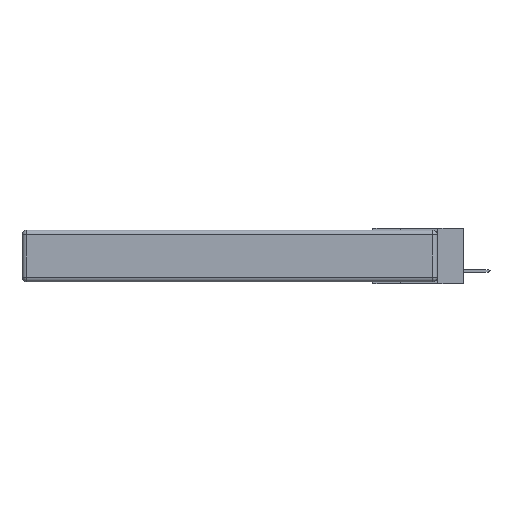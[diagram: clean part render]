
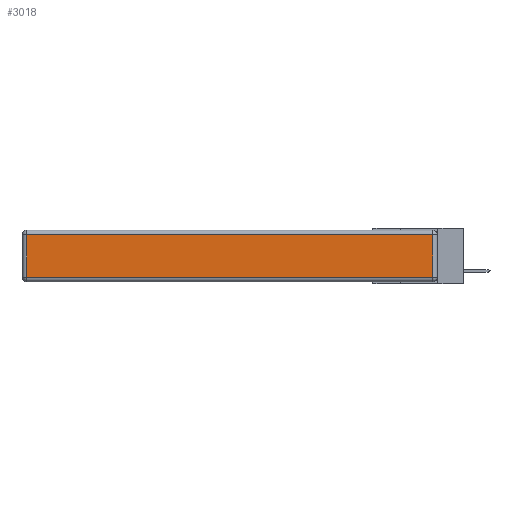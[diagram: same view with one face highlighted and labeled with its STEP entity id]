
A CAD part, left-side view. The second image highlights one B-rep face of the part: STEP entity #3018.
In plain terms, the highlighted planar face has unit normal (-1, 0, 0).
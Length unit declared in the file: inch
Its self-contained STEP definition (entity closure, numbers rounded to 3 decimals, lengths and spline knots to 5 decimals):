
#334 = DIRECTION ( 'NONE',  ( 0., 1., 0. ) ) ;
#396 = CARTESIAN_POINT ( 'NONE',  ( 0., 0., -0.343 ) ) ;
#418 = FACE_OUTER_BOUND ( 'NONE', #6877, .T. ) ;
#463 = VECTOR ( 'NONE', #7040, 39.37008 ) ;
#628 = LINE ( 'NONE', #2676, #463 ) ;
#1383 = EDGE_CURVE ( 'NONE', #9218, #9666, #12766, .T. ) ;
#1801 = VECTOR ( 'NONE', #334, 39.37008 ) ;
#2676 = CARTESIAN_POINT ( 'NONE',  ( 0., 2.72, -0.343 ) ) ;
#2736 = CARTESIAN_POINT ( 'NONE',  ( 0., 2.72, -0.313 ) ) ;
#3018 = ADVANCED_FACE ( 'NONE', ( #418 ), #3556, .T. ) ;
#3225 = AXIS2_PLACEMENT_3D ( 'NONE', #396, #3513, #13322 ) ;
#3513 = DIRECTION ( 'NONE',  ( -1., 0., 0. ) ) ;
#3556 = PLANE ( 'NONE',  #3225 ) ;
#4030 = EDGE_CURVE ( 'NONE', #9521, #5530, #4440, .T. ) ;
#4136 = EDGE_CURVE ( 'NONE', #5530, #9218, #6635, .T. ) ;
#4308 = CARTESIAN_POINT ( 'NONE',  ( 0., 0., -0.313 ) ) ;
#4440 = LINE ( 'NONE', #4308, #6295 ) ;
#5530 = VERTEX_POINT ( 'NONE', #13207 ) ;
#6295 = VECTOR ( 'NONE', #10741, 39.37008 ) ;
#6355 = CARTESIAN_POINT ( 'NONE',  ( 0., 2.72, -0.03 ) ) ;
#6635 = LINE ( 'NONE', #7262, #11353 ) ;
#6877 = EDGE_LOOP ( 'NONE', ( #12348, #12205, #8159, #13659 ) ) ;
#6983 = CARTESIAN_POINT ( 'NONE',  ( 0., 0.03, -0.03 ) ) ;
#7040 = DIRECTION ( 'NONE',  ( 0., 0., -1. ) ) ;
#7262 = CARTESIAN_POINT ( 'NONE',  ( 0., 0.03, -0.343 ) ) ;
#8097 = EDGE_CURVE ( 'NONE', #9666, #9521, #628, .T. ) ;
#8159 = ORIENTED_EDGE ( 'NONE', *, *, #1383, .T. ) ;
#9218 = VERTEX_POINT ( 'NONE', #6983 ) ;
#9521 = VERTEX_POINT ( 'NONE', #2736 ) ;
#9666 = VERTEX_POINT ( 'NONE', #6355 ) ;
#9981 = CARTESIAN_POINT ( 'NONE',  ( 0., 2.75, -0.03 ) ) ;
#10741 = DIRECTION ( 'NONE',  ( 0., -1., 0. ) ) ;
#11353 = VECTOR ( 'NONE', #13599, 39.37008 ) ;
#12205 = ORIENTED_EDGE ( 'NONE', *, *, #4136, .T. ) ;
#12348 = ORIENTED_EDGE ( 'NONE', *, *, #4030, .T. ) ;
#12766 = LINE ( 'NONE', #9981, #1801 ) ;
#13207 = CARTESIAN_POINT ( 'NONE',  ( 0., 0.03, -0.313 ) ) ;
#13322 = DIRECTION ( 'NONE',  ( 0., 0., 1. ) ) ;
#13599 = DIRECTION ( 'NONE',  ( 0., 0., 1. ) ) ;
#13659 = ORIENTED_EDGE ( 'NONE', *, *, #8097, .T. ) ;
